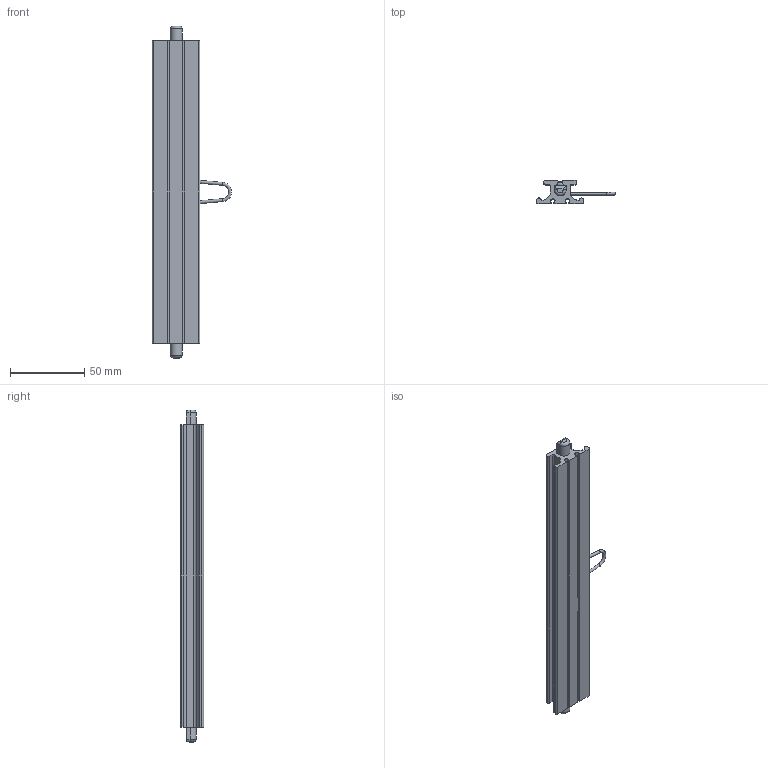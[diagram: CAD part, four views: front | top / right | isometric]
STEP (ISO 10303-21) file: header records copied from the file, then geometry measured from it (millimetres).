
FILE_DESCRIPTION(/* description */ (''),/* implementation_level */ '2;1');
FILE_NAME(/* name */ 'HS22.06.stp',/* time_stamp */ '2017-03-28T13:05:29+02:00',/* author */ ('nicola'),/* organization */ (''),/* preprocessor_version */ 'ST-DEVELOPER v16.5',/* originating_system */ 'Autodesk Inventor 2017',/* authorisation */ '');
FILE_SCHEMA (('AUTOMOTIVE_DESIGN { 1 0 10303 214 3 1 1 }'));
Length unit declared in the file: millimetre
Products named in the file (1): 17032803
Bounding box: 53.33 x 15.7 x 224 mm (x, y, z)
Volume: 55771.9 mm3; surface area: 30617.2 mm2
Topology: 1 solids, 1 shells, 210 faces, 592 edges, 388 vertices
Faces by surface type: plane 79, cylinder 72, bspline 28, cone 24, torus 5, sphere 2
Full cylindrical faces by diameter (mm): 2 x2
Entity records: 7623 total; most frequent: CARTESIAN_POINT 2240, ORIENTED_EDGE 1162, DIRECTION 1079, EDGE_CURVE 581, VERTEX_POINT 386, AXIS2_PLACEMENT_3D 383, LINE 313, VECTOR 313
